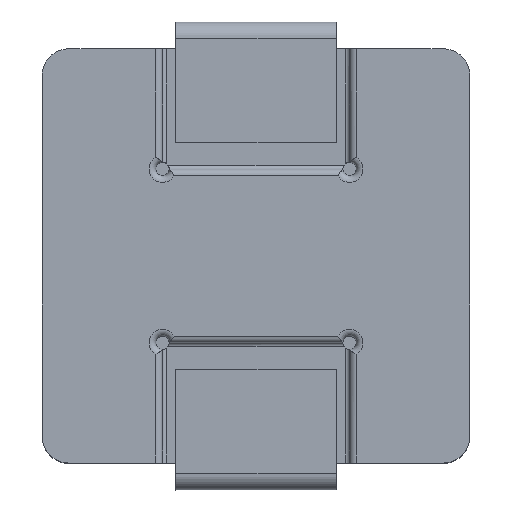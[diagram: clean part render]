
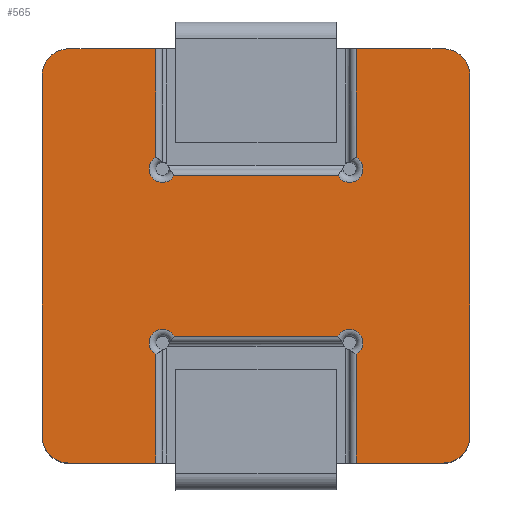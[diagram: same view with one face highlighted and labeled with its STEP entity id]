
A CAD part, top view. The second image highlights one B-rep face of the part: STEP entity #565.
In plain terms, the highlighted planar face has unit normal (0, 0, 1).
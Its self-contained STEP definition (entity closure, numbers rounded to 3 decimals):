
#565=ADVANCED_FACE('',(#738),#639,.T.);
#639=PLANE('',#3233);
#738=FACE_OUTER_BOUND('',#991,.T.);
#991=EDGE_LOOP('',(#1804,#1805,#1806,#1807,#1808,#1809,#1810,#1811,#1812,
#1813,#1814,#1815,#1816,#1817,#1818,#1819,#1820,#1821,#1822,#1823));
#1172=CIRCLE('',#3214,0.2);
#1174=CIRCLE('',#3218,0.2);
#1176=CIRCLE('',#3221,0.2);
#1178=CIRCLE('',#3225,0.2);
#1180=CIRCLE('',#3229,0.1);
#1181=CIRCLE('',#3230,0.1);
#1182=CIRCLE('',#3231,0.1);
#1183=CIRCLE('',#3232,0.1);
#1804=ORIENTED_EDGE('',*,*,#2484,.T.);
#1805=ORIENTED_EDGE('',*,*,#2517,.T.);
#1806=ORIENTED_EDGE('',*,*,#2518,.T.);
#1807=ORIENTED_EDGE('',*,*,#2519,.T.);
#1808=ORIENTED_EDGE('',*,*,#2520,.T.);
#1809=ORIENTED_EDGE('',*,*,#2521,.T.);
#1810=ORIENTED_EDGE('',*,*,#2488,.T.);
#1811=ORIENTED_EDGE('',*,*,#2501,.T.);
#1812=ORIENTED_EDGE('',*,*,#2504,.T.);
#1813=ORIENTED_EDGE('',*,*,#2507,.T.);
#1814=ORIENTED_EDGE('',*,*,#2497,.T.);
#1815=ORIENTED_EDGE('',*,*,#2522,.T.);
#1816=ORIENTED_EDGE('',*,*,#2523,.T.);
#1817=ORIENTED_EDGE('',*,*,#2524,.T.);
#1818=ORIENTED_EDGE('',*,*,#2525,.T.);
#1819=ORIENTED_EDGE('',*,*,#2526,.T.);
#1820=ORIENTED_EDGE('',*,*,#2491,.T.);
#1821=ORIENTED_EDGE('',*,*,#2509,.T.);
#1822=ORIENTED_EDGE('',*,*,#2512,.T.);
#1823=ORIENTED_EDGE('',*,*,#2515,.T.);
#2144=VERTEX_POINT('',#4880);
#2145=VERTEX_POINT('',#4882);
#2148=VERTEX_POINT('',#4888);
#2149=VERTEX_POINT('',#4890);
#2151=VERTEX_POINT('',#4896);
#2152=VERTEX_POINT('',#4897);
#2157=VERTEX_POINT('',#4907);
#2158=VERTEX_POINT('',#4909);
#2161=VERTEX_POINT('',#4917);
#2163=VERTEX_POINT('',#4923);
#2165=VERTEX_POINT('',#4932);
#2167=VERTEX_POINT('',#4938);
#2169=VERTEX_POINT('',#4948);
#2170=VERTEX_POINT('',#4950);
#2171=VERTEX_POINT('',#4952);
#2172=VERTEX_POINT('',#4954);
#2173=VERTEX_POINT('',#4957);
#2174=VERTEX_POINT('',#4959);
#2175=VERTEX_POINT('',#4961);
#2176=VERTEX_POINT('',#4963);
#2484=EDGE_CURVE('',#2145,#2144,#2698,.T.);
#2488=EDGE_CURVE('',#2149,#2148,#2702,.T.);
#2491=EDGE_CURVE('',#2151,#2152,#2703,.T.);
#2497=EDGE_CURVE('',#2158,#2157,#2705,.T.);
#2501=EDGE_CURVE('',#2148,#2161,#1172,.T.);
#2504=EDGE_CURVE('',#2161,#2163,#2710,.T.);
#2507=EDGE_CURVE('',#2163,#2158,#1174,.T.);
#2509=EDGE_CURVE('',#2152,#2165,#1176,.T.);
#2512=EDGE_CURVE('',#2165,#2167,#2714,.T.);
#2515=EDGE_CURVE('',#2167,#2145,#1178,.T.);
#2517=EDGE_CURVE('',#2144,#2169,#2717,.T.);
#2518=EDGE_CURVE('',#2169,#2170,#1180,.T.);
#2519=EDGE_CURVE('',#2170,#2171,#2718,.T.);
#2520=EDGE_CURVE('',#2171,#2172,#1181,.T.);
#2521=EDGE_CURVE('',#2172,#2149,#2719,.T.);
#2522=EDGE_CURVE('',#2157,#2173,#2720,.T.);
#2523=EDGE_CURVE('',#2173,#2174,#1182,.T.);
#2524=EDGE_CURVE('',#2174,#2175,#2721,.T.);
#2525=EDGE_CURVE('',#2175,#2176,#1183,.T.);
#2526=EDGE_CURVE('',#2176,#2151,#2722,.T.);
#2698=LINE('',#4881,#2862);
#2702=LINE('',#4889,#2866);
#2703=LINE('',#4895,#2867);
#2705=LINE('',#4908,#2869);
#2710=LINE('',#4922,#2874);
#2714=LINE('',#4937,#2878);
#2717=LINE('',#4947,#2881);
#2718=LINE('',#4951,#2882);
#2719=LINE('',#4955,#2883);
#2720=LINE('',#4956,#2884);
#2721=LINE('',#4960,#2885);
#2722=LINE('',#4964,#2886);
#2862=VECTOR('',#4005,1.);
#2866=VECTOR('',#4009,1.);
#2867=VECTOR('',#4016,1.);
#2869=VECTOR('',#4026,1.);
#2874=VECTOR('',#4039,1.);
#2878=VECTOR('',#4057,1.);
#2881=VECTOR('',#4070,1.);
#2882=VECTOR('',#4073,1.);
#2883=VECTOR('',#4076,1.);
#2884=VECTOR('',#4077,1.);
#2885=VECTOR('',#4080,1.);
#2886=VECTOR('',#4083,1.);
#3214=AXIS2_PLACEMENT_3D('',#4916,#4032,#4033);
#3218=AXIS2_PLACEMENT_3D('',#4928,#4044,#4045);
#3221=AXIS2_PLACEMENT_3D('',#4931,#4050,#4051);
#3225=AXIS2_PLACEMENT_3D('',#4943,#4062,#4063);
#3229=AXIS2_PLACEMENT_3D('',#4949,#4071,#4072);
#3230=AXIS2_PLACEMENT_3D('',#4953,#4074,#4075);
#3231=AXIS2_PLACEMENT_3D('',#4958,#4078,#4079);
#3232=AXIS2_PLACEMENT_3D('',#4962,#4081,#4082);
#3233=AXIS2_PLACEMENT_3D('',#4965,#4084,#4085);
#4005=DIRECTION('',(-1.,0.,0.));
#4009=DIRECTION('',(-1.,0.,0.));
#4016=DIRECTION('',(1.,0.,0.));
#4026=DIRECTION('',(1.,0.,0.));
#4032=DIRECTION('',(0.,0.,1.));
#4033=DIRECTION('',(1.,0.,0.));
#4039=DIRECTION('',(0.,-1.,0.));
#4044=DIRECTION('',(0.,0.,1.));
#4045=DIRECTION('',(1.,0.,0.));
#4050=DIRECTION('',(0.,0.,1.));
#4051=DIRECTION('',(1.,0.,0.));
#4057=DIRECTION('',(0.,1.,0.));
#4062=DIRECTION('',(0.,0.,1.));
#4063=DIRECTION('',(1.,0.,0.));
#4070=DIRECTION('',(0.,-1.,0.));
#4071=DIRECTION('',(0.,0.,-1.));
#4072=DIRECTION('',(1.,0.,0.));
#4073=DIRECTION('',(-1.,0.,0.));
#4074=DIRECTION('',(0.,0.,-1.));
#4075=DIRECTION('',(1.,0.,0.));
#4076=DIRECTION('',(0.,1.,0.));
#4077=DIRECTION('',(0.,1.,0.));
#4078=DIRECTION('',(0.,0.,-1.));
#4079=DIRECTION('',(1.,0.,0.));
#4080=DIRECTION('',(1.,0.,0.));
#4081=DIRECTION('',(0.,0.,-1.));
#4082=DIRECTION('',(1.,0.,0.));
#4083=DIRECTION('',(0.,-1.,0.));
#4084=DIRECTION('',(0.,0.,1.));
#4085=DIRECTION('',(1.,0.,0.));
#4880=CARTESIAN_POINT('',(0.75,1.55,1.3));
#4881=CARTESIAN_POINT('',(1.4,1.55,1.3));
#4882=CARTESIAN_POINT('',(1.4,1.55,1.3));
#4888=CARTESIAN_POINT('',(-1.4,1.55,1.3));
#4889=CARTESIAN_POINT('',(1.4,1.55,1.3));
#4890=CARTESIAN_POINT('',(-0.75,1.55,1.3));
#4895=CARTESIAN_POINT('',(-1.4,-1.55,1.3));
#4896=CARTESIAN_POINT('',(0.75,-1.55,1.3));
#4897=CARTESIAN_POINT('',(1.4,-1.55,1.3));
#4907=CARTESIAN_POINT('',(-0.75,-1.55,1.3));
#4908=CARTESIAN_POINT('',(-1.4,-1.55,1.3));
#4909=CARTESIAN_POINT('',(-1.4,-1.55,1.3));
#4916=CARTESIAN_POINT('',(-1.4,1.35,1.3));
#4917=CARTESIAN_POINT('',(-1.6,1.35,1.3));
#4922=CARTESIAN_POINT('',(-1.6,1.35,1.3));
#4923=CARTESIAN_POINT('',(-1.6,-1.35,1.3));
#4928=CARTESIAN_POINT('',(-1.4,-1.35,1.3));
#4931=CARTESIAN_POINT('',(1.4,-1.35,1.3));
#4932=CARTESIAN_POINT('',(1.6,-1.35,1.3));
#4937=CARTESIAN_POINT('',(1.6,-1.35,1.3));
#4938=CARTESIAN_POINT('',(1.6,1.35,1.3));
#4943=CARTESIAN_POINT('',(1.4,1.35,1.3));
#4947=CARTESIAN_POINT('',(0.75,1.35,1.3));
#4948=CARTESIAN_POINT('',(0.75,0.737,1.3));
#4949=CARTESIAN_POINT('',(0.7,0.65,1.3));
#4950=CARTESIAN_POINT('',(0.613,0.6,1.3));
#4951=CARTESIAN_POINT('',(-1.4,0.6,1.3));
#4952=CARTESIAN_POINT('',(-0.613,0.6,1.3));
#4953=CARTESIAN_POINT('',(-0.7,0.65,1.3));
#4954=CARTESIAN_POINT('',(-0.75,0.737,1.3));
#4955=CARTESIAN_POINT('',(-0.75,1.35,1.3));
#4956=CARTESIAN_POINT('',(-0.75,1.35,1.3));
#4957=CARTESIAN_POINT('',(-0.75,-0.737,1.3));
#4958=CARTESIAN_POINT('',(-0.7,-0.65,1.3));
#4959=CARTESIAN_POINT('',(-0.613,-0.6,1.3));
#4960=CARTESIAN_POINT('',(-1.4,-0.6,1.3));
#4961=CARTESIAN_POINT('',(0.613,-0.6,1.3));
#4962=CARTESIAN_POINT('',(0.7,-0.65,1.3));
#4963=CARTESIAN_POINT('',(0.75,-0.737,1.3));
#4964=CARTESIAN_POINT('',(0.75,1.35,1.3));
#4965=CARTESIAN_POINT('',(-1.4,1.35,1.3));
